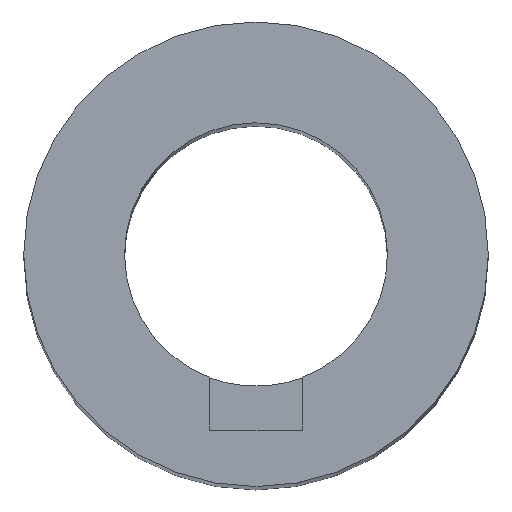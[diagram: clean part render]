
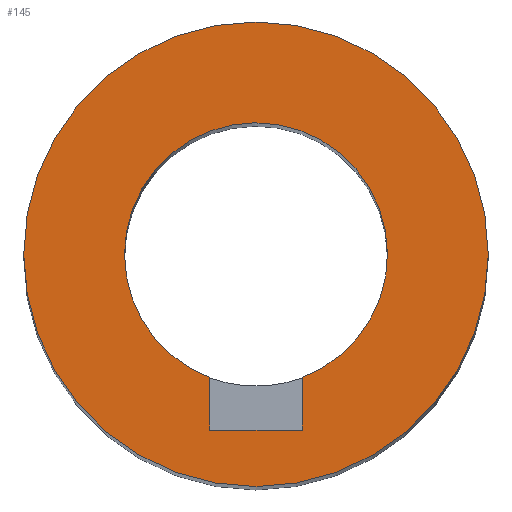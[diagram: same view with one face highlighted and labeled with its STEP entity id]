
A CAD part, top view. The second image highlights one B-rep face of the part: STEP entity #145.
In plain terms, the highlighted planar face has unit normal (0, 0, 1).
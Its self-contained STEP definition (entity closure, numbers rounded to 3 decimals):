
#15=FACE_BOUND('',#38,.T.);
#21=PLANE('',#173);
#29=FACE_OUTER_BOUND('',#37,.T.);
#37=EDGE_LOOP('',(#129));
#38=EDGE_LOOP('',(#130,#131,#132,#133,#134));
#44=LINE('',#234,#56);
#47=LINE('',#240,#59);
#50=LINE('',#245,#62);
#56=VECTOR('',#192,10.);
#59=VECTOR('',#197,10.);
#62=VECTOR('',#202,10.);
#65=CIRCLE('',#162,10.);
#67=CIRCLE('',#164,10.);
#69=CIRCLE('',#171,17.664);
#71=VERTEX_POINT('',#219);
#72=VERTEX_POINT('',#220);
#75=VERTEX_POINT('',#226);
#77=VERTEX_POINT('',#233);
#79=VERTEX_POINT('',#239);
#81=VERTEX_POINT('',#249);
#83=EDGE_CURVE('',#71,#72,#65,.T.);
#87=EDGE_CURVE('',#72,#75,#67,.T.);
#90=EDGE_CURVE('',#77,#71,#44,.T.);
#93=EDGE_CURVE('',#79,#77,#47,.T.);
#96=EDGE_CURVE('',#75,#79,#50,.T.);
#98=EDGE_CURVE('',#81,#81,#69,.T.);
#129=ORIENTED_EDGE('',*,*,#98,.T.);
#130=ORIENTED_EDGE('',*,*,#83,.T.);
#131=ORIENTED_EDGE('',*,*,#87,.T.);
#132=ORIENTED_EDGE('',*,*,#96,.T.);
#133=ORIENTED_EDGE('',*,*,#93,.T.);
#134=ORIENTED_EDGE('',*,*,#90,.T.);
#145=ADVANCED_FACE('',(#29,#15),#21,.T.);
#162=AXIS2_PLACEMENT_3D('',#221,#179,#180);
#164=AXIS2_PLACEMENT_3D('',#228,#185,#186);
#171=AXIS2_PLACEMENT_3D('',#250,#208,#209);
#173=AXIS2_PLACEMENT_3D('',#254,#213,#214);
#179=DIRECTION('center_axis',(0.,0.,-1.));
#180=DIRECTION('ref_axis',(0.35,-0.937,0.));
#185=DIRECTION('center_axis',(0.,0.,-1.));
#186=DIRECTION('ref_axis',(0.35,-0.937,0.));
#192=DIRECTION('',(0.,1.,0.));
#197=DIRECTION('',(-1.,0.,0.));
#202=DIRECTION('',(0.,-1.,0.));
#208=DIRECTION('center_axis',(0.,0.,1.));
#209=DIRECTION('ref_axis',(1.,0.,0.));
#213=DIRECTION('center_axis',(0.,0.,1.));
#214=DIRECTION('ref_axis',(1.,0.,0.));
#219=CARTESIAN_POINT('',(-3.5,-9.367,150.));
#220=CARTESIAN_POINT('',(-3.5,9.367,150.));
#221=CARTESIAN_POINT('Origin',(0.,0.,
150.));
#226=CARTESIAN_POINT('',(3.5,-9.367,150.));
#228=CARTESIAN_POINT('Origin',(0.,0.,
150.));
#233=CARTESIAN_POINT('',(-3.5,-13.367,150.));
#234=CARTESIAN_POINT('',(-3.5,-6.684,150.));
#239=CARTESIAN_POINT('',(3.5,-13.367,150.));
#240=CARTESIAN_POINT('',(1.75,-13.367,150.));
#245=CARTESIAN_POINT('',(3.5,-4.684,150.));
#249=CARTESIAN_POINT('',(-17.664,0.,150.));
#250=CARTESIAN_POINT('Origin',(0.,0.,150.));
#254=CARTESIAN_POINT('Origin',(0.,0.,150.));
